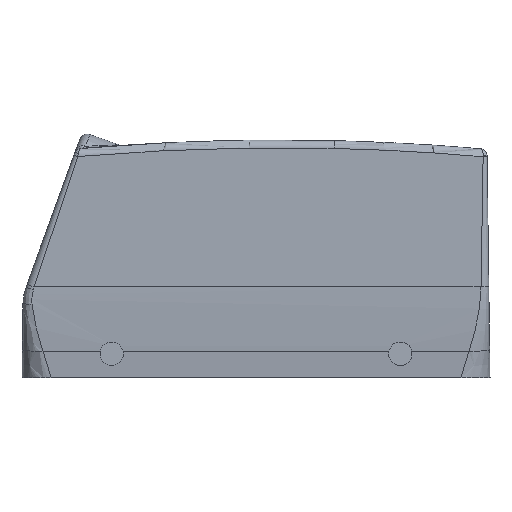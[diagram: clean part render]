
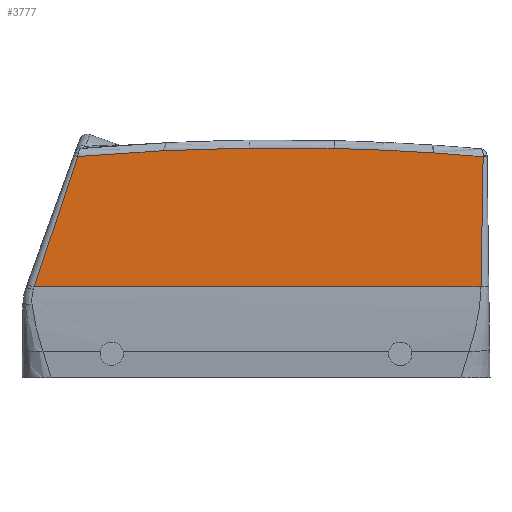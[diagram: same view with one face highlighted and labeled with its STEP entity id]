
A CAD part, left-side view. The second image highlights one B-rep face of the part: STEP entity #3777.
In plain terms, the highlighted planar face has unit normal (-1, 0, 0).
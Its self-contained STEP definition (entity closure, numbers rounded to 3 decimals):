
#3743=AXIS2_PLACEMENT_3D('Plane Axis2P3D',#3740,#3741,#3742) ;
#3760=AXIS2_PLACEMENT_3D('Circle Axis2P3D',#3758,#3759,$) ;
#3767=AXIS2_PLACEMENT_3D('Circle Axis2P3D',#3765,#3766,$) ;
#2340=CARTESIAN_POINT('Vertex',(6.75,2.304,23.338)) ;
#2391=CARTESIAN_POINT('Line Origine',(6.75,58.562,23.338)) ;
#2395=CARTESIAN_POINT('Vertex',(6.75,116.856,23.338)) ;
#3302=CARTESIAN_POINT('Vertex',(6.75,1.763,56.714)) ;
#3306=CARTESIAN_POINT('Control Point',(6.75,1.763,56.714)) ;
#3307=CARTESIAN_POINT('Control Point',(6.75,1.763,56.203)) ;
#3308=CARTESIAN_POINT('Control Point',(6.75,1.762,55.696)) ;
#3309=CARTESIAN_POINT('Control Point',(6.75,1.762,55.192)) ;
#3310=CARTESIAN_POINT('Control Point',(6.75,1.764,52.88)) ;
#3311=CARTESIAN_POINT('Control Point',(6.75,1.774,50.568)) ;
#3312=CARTESIAN_POINT('Control Point',(6.75,1.786,48.757)) ;
#3313=CARTESIAN_POINT('Control Point',(6.75,1.826,44.635)) ;
#3314=CARTESIAN_POINT('Control Point',(6.75,1.887,40.512)) ;
#3315=CARTESIAN_POINT('Control Point',(6.75,1.927,38.201)) ;
#3316=CARTESIAN_POINT('Control Point',(6.75,2.01,33.841)) ;
#3317=CARTESIAN_POINT('Control Point',(6.75,2.112,29.482)) ;
#3318=CARTESIAN_POINT('Control Point',(6.75,2.166,27.434)) ;
#3319=CARTESIAN_POINT('Control Point',(6.75,2.228,25.386)) ;
#3320=CARTESIAN_POINT('Control Point',(6.75,2.304,23.338)) ;
#3740=CARTESIAN_POINT('Axis2P3D Location',(6.75,-106.816,-54.25)) ;
#3746=CARTESIAN_POINT('Control Point',(6.75,105.699,56.761)) ;
#3747=CARTESIAN_POINT('Control Point',(6.75,105.936,56.087)) ;
#3748=CARTESIAN_POINT('Control Point',(6.75,106.173,55.414)) ;
#3749=CARTESIAN_POINT('Control Point',(6.75,106.394,54.784)) ;
#3750=CARTESIAN_POINT('Control Point',(6.75,108.72,48.124)) ;
#3751=CARTESIAN_POINT('Control Point',(6.75,110.985,41.441)) ;
#3752=CARTESIAN_POINT('Control Point',(6.75,112.959,35.409)) ;
#3753=CARTESIAN_POINT('Control Point',(6.75,114.962,29.391)) ;
#3754=CARTESIAN_POINT('Control Point',(6.75,116.856,23.338)) ;
#3755=CARTESIAN_POINT('Vertex',(6.75,105.699,56.761)) ;
#3758=CARTESIAN_POINT('Axis2P3D Location',(6.75,54.,-539.)) ;
#3762=CARTESIAN_POINT('Vertex',(6.75,39.99,58.836)) ;
#3765=CARTESIAN_POINT('Axis2P3D Location',(6.75,54.,-539.)) ;
#2392=DIRECTION('Vector Direction',(0.,-1.,0.)) ;
#3741=DIRECTION('Axis2P3D Direction',(-1.,0.,0.)) ;
#3742=DIRECTION('Axis2P3D XDirection',(0.,-0.317,0.949)) ;
#3759=DIRECTION('Axis2P3D Direction',(-1.,0.,0.)) ;
#3766=DIRECTION('Axis2P3D Direction',(-1.,0.,0.)) ;
#2393=VECTOR('Line Direction',#2392,1.) ;
#3771=ORIENTED_EDGE('',*,*,#3757,.F.) ;
#3772=ORIENTED_EDGE('',*,*,#2397,.T.) ;
#3773=ORIENTED_EDGE('',*,*,#3321,.T.) ;
#3774=ORIENTED_EDGE('',*,*,#3764,.F.) ;
#3775=ORIENTED_EDGE('',*,*,#3769,.F.) ;
#3777=ADVANCED_FACE('Hood',(#3776),#3744,.T.) ;
#3305=B_SPLINE_CURVE_WITH_KNOTS('',5,(#3306,#3307,#3308,#3309,#3310,#3311,#3312,#3313,#3314,#3315,#3316,#3317,#3318,#3319,#3320),.UNSPECIFIED.,.F.,.U.,(6,3,3,3,6),(29.318,31.823,40.882,52.446,62.692),.UNSPECIFIED.) ;
#3745=B_SPLINE_CURVE_WITH_KNOTS('',5,(#3746,#3747,#3748,#3749,#3750,#3751,#3752,#3753,#3754),.UNSPECIFIED.,.F.,.U.,(6,3,6),(0.,5.048,49.898),.UNSPECIFIED.) ;
#3761=CIRCLE('generated circle',#3760,598.) ;
#3768=CIRCLE('generated circle',#3767,598.) ;
#2397=EDGE_CURVE('',#2396,#2341,#2394,.T.) ;
#3321=EDGE_CURVE('',#2341,#3303,#3305,.F.) ;
#3757=EDGE_CURVE('',#2396,#3756,#3745,.F.) ;
#3764=EDGE_CURVE('',#3763,#3303,#3761,.F.) ;
#3769=EDGE_CURVE('',#3756,#3763,#3768,.F.) ;
#3770=EDGE_LOOP('',(#3771,#3772,#3773,#3774,#3775)) ;
#3776=FACE_OUTER_BOUND('',#3770,.T.) ;
#2394=LINE('Line',#2391,#2393) ;
#3744=PLANE('',#3743) ;
#2341=VERTEX_POINT('',#2340) ;
#2396=VERTEX_POINT('',#2395) ;
#3303=VERTEX_POINT('',#3302) ;
#3756=VERTEX_POINT('',#3755) ;
#3763=VERTEX_POINT('',#3762) ;
